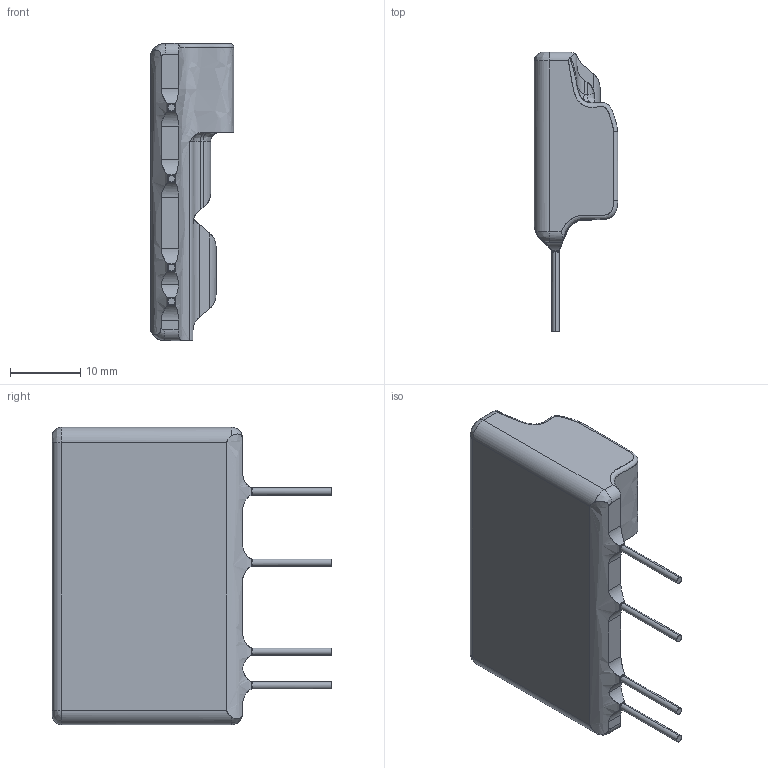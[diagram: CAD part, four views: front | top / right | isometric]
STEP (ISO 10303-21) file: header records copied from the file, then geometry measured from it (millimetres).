
FILE_DESCRIPTION (( 'STEP AP214' ), '1' );
FILE_NAME ('105501.STEP', '2011-07-09T17:08:08', ( 'LALo' ), ( 'Edi Foundation' ), 'SwSTEP 2.0', 'SolidWorks 2011', '' );
FILE_SCHEMA (( 'AUTOMOTIVE_DESIGN' ));
Length unit declared in the file: inch
Products named in the file (1): 105501
Bounding box: 11.94 x 39.88 x 42.42 mm (x, y, z)
Surface area: 3463.9 mm2 (no closed solid volume)
Topology: 0 solids, 169 shells, 169 faces, 816 edges, 784 vertices
Faces by surface type: bspline 65, plane 58, cylinder 46
Entity records: 16069 total; most frequent: CARTESIAN_POINT 10925, VERTEX_POINT 784, EDGE_CURVE 784, ORIENTED_EDGE 784, DIRECTION 651, B_SPLINE_CURVE_WITH_KNOTS 320, LINE 305, VECTOR 305
